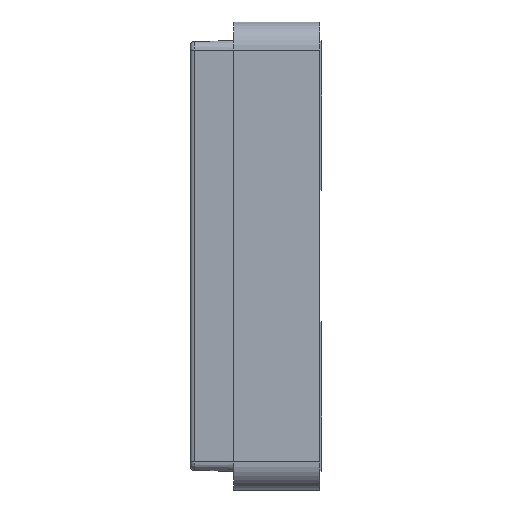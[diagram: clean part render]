
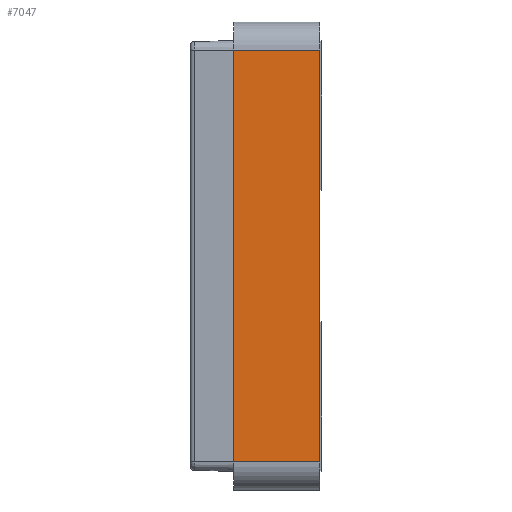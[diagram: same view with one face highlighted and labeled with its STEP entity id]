
A CAD part, left-side view. The second image highlights one B-rep face of the part: STEP entity #7047.
In plain terms, the highlighted planar face has unit normal (-1, 0, 0).
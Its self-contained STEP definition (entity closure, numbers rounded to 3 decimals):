
#209 = LINE ( 'NONE', #981, #3770 ) ;
#472 = CARTESIAN_POINT ( 'NONE',  ( -1.59, 0.46, 1.1 ) ) ;
#612 = DIRECTION ( 'NONE',  ( 1., 0., 0. ) ) ;
#687 = CARTESIAN_POINT ( 'NONE',  ( -1.59, 0., -1.1 ) ) ;
#981 = CARTESIAN_POINT ( 'NONE',  ( -1.59, 0.46, -1.1 ) ) ;
#1218 = VECTOR ( 'NONE', #4250, 1000. ) ;
#1349 = CARTESIAN_POINT ( 'NONE',  ( -1.59, 0.46, -1.1 ) ) ;
#1403 = EDGE_CURVE ( 'NONE', #6567, #6757, #5328, .T. ) ;
#1741 = PLANE ( 'NONE',  #6457 ) ;
#2534 = CARTESIAN_POINT ( 'NONE',  ( -1.59, 0.46, -1.1 ) ) ;
#2754 = ORIENTED_EDGE ( 'NONE', *, *, #4806, .F. ) ;
#3186 = CARTESIAN_POINT ( 'NONE',  ( -1.59, 0.46, 1.1 ) ) ;
#3770 = VECTOR ( 'NONE', #6088, 1000. ) ;
#3931 = EDGE_CURVE ( 'NONE', #6531, #4119, #6886, .T. ) ;
#3936 = CARTESIAN_POINT ( 'NONE',  ( -1.59, 0., 1.1 ) ) ;
#4119 = VERTEX_POINT ( 'NONE', #3936 ) ;
#4250 = DIRECTION ( 'NONE',  ( 0., -1., 0. ) ) ;
#4806 = EDGE_CURVE ( 'NONE', #6757, #4119, #7951, .T. ) ;
#5328 = LINE ( 'NONE', #5456, #7471 ) ;
#5456 = CARTESIAN_POINT ( 'NONE',  ( -1.59, 0.46, -1.1 ) ) ;
#5693 = CARTESIAN_POINT ( 'NONE',  ( -1.59, 0., -1.1 ) ) ;
#5713 = DIRECTION ( 'NONE',  ( 0., 0., -1. ) ) ;
#5791 = EDGE_LOOP ( 'NONE', ( #7779, #2754, #6735, #7586 ) ) ;
#6088 = DIRECTION ( 'NONE',  ( 0., -1., 0. ) ) ;
#6457 = AXIS2_PLACEMENT_3D ( 'NONE', #2534, #612, #5713 ) ;
#6531 = VERTEX_POINT ( 'NONE', #687 ) ;
#6567 = VERTEX_POINT ( 'NONE', #1349 ) ;
#6585 = DIRECTION ( 'NONE',  ( 0., 0., 1. ) ) ;
#6634 = EDGE_CURVE ( 'NONE', #6567, #6531, #209, .T. ) ;
#6735 = ORIENTED_EDGE ( 'NONE', *, *, #1403, .F. ) ;
#6757 = VERTEX_POINT ( 'NONE', #3186 ) ;
#6886 = LINE ( 'NONE', #5693, #8026 ) ;
#7047 = ADVANCED_FACE ( 'NONE', ( #7427 ), #1741, .F. ) ;
#7427 = FACE_OUTER_BOUND ( 'NONE', #5791, .T. ) ;
#7471 = VECTOR ( 'NONE', #6585, 1000. ) ;
#7533 = DIRECTION ( 'NONE',  ( 0., 0., 1. ) ) ;
#7586 = ORIENTED_EDGE ( 'NONE', *, *, #6634, .T. ) ;
#7779 = ORIENTED_EDGE ( 'NONE', *, *, #3931, .T. ) ;
#7951 = LINE ( 'NONE', #472, #1218 ) ;
#8026 = VECTOR ( 'NONE', #7533, 1000. ) ;
